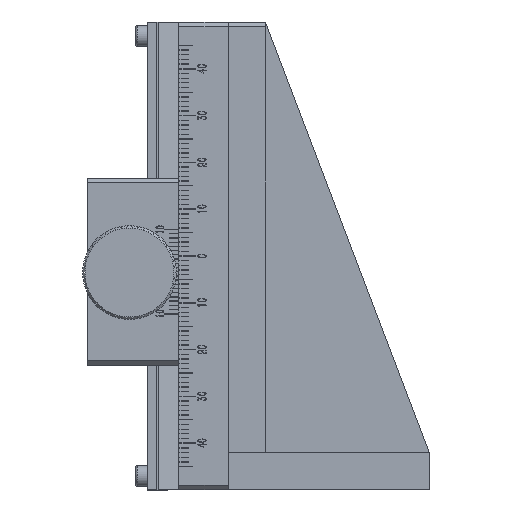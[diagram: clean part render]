
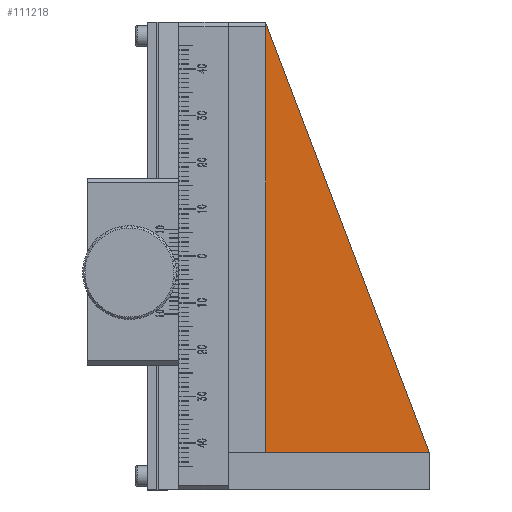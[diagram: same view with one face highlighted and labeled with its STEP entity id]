
A CAD part, left-side view. The second image highlights one B-rep face of the part: STEP entity #111218.
In plain terms, the highlighted planar face has unit normal (-1, 0, 0).
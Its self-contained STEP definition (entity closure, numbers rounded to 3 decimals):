
#5419 = AXIS2_PLACEMENT_3D ( 'NONE', #86888, #40345, #15148 ) ;
#15148 = DIRECTION ( 'NONE',  ( 0., -1., 0. ) ) ;
#16793 = VECTOR ( 'NONE', #116195, 1000. ) ;
#19267 = VERTEX_POINT ( 'NONE', #65350 ) ;
#25476 = EDGE_CURVE ( 'NONE', #19267, #79739, #87596, .T. ) ;
#26857 = EDGE_LOOP ( 'NONE', ( #115959, #104537, #46353 ) ) ;
#32660 = CARTESIAN_POINT ( 'NONE',  ( 48.233, 59.715, 108.416 ) ) ;
#33913 = CARTESIAN_POINT ( 'NONE',  ( 48.233, 67.715, 16.416 ) ) ;
#38801 = FACE_OUTER_BOUND ( 'NONE', #26857, .T. ) ;
#40345 = DIRECTION ( 'NONE',  ( -1., 0., 0. ) ) ;
#45742 = LINE ( 'NONE', #33913, #129941 ) ;
#46353 = ORIENTED_EDGE ( 'NONE', *, *, #63600, .T. ) ;
#63600 = EDGE_CURVE ( 'NONE', #75896, #19267, #154710, .T. ) ;
#65350 = CARTESIAN_POINT ( 'NONE',  ( 48.233, 59.715, 108.416 ) ) ;
#75896 = VERTEX_POINT ( 'NONE', #129918 ) ;
#79739 = VERTEX_POINT ( 'NONE', #98436 ) ;
#86888 = CARTESIAN_POINT ( 'NONE',  ( 48.233, 67.715, 16.416 ) ) ;
#87596 = LINE ( 'NONE', #88366, #135000 ) ;
#88366 = CARTESIAN_POINT ( 'NONE',  ( 48.233, 59.715, 16.416 ) ) ;
#98436 = CARTESIAN_POINT ( 'NONE',  ( 48.233, 59.715, 16.416 ) ) ;
#104537 = ORIENTED_EDGE ( 'NONE', *, *, #127400, .T. ) ;
#111218 = ADVANCED_FACE ( 'NONE', ( #38801 ), #123109, .T. ) ;
#115959 = ORIENTED_EDGE ( 'NONE', *, *, #25476, .T. ) ;
#116195 = DIRECTION ( 'NONE',  ( 0., 0.356, 0.935 ) ) ;
#123109 = PLANE ( 'NONE',  #5419 ) ;
#127400 = EDGE_CURVE ( 'NONE', #79739, #75896, #45742, .T. ) ;
#129918 = CARTESIAN_POINT ( 'NONE',  ( 48.233, 24.715, 16.416 ) ) ;
#129941 = VECTOR ( 'NONE', #150552, 1000. ) ;
#135000 = VECTOR ( 'NONE', #147395, 1000. ) ;
#147395 = DIRECTION ( 'NONE',  ( 0., 0., -1. ) ) ;
#150552 = DIRECTION ( 'NONE',  ( 0., -1., 0. ) ) ;
#154710 = LINE ( 'NONE', #32660, #16793 ) ;
